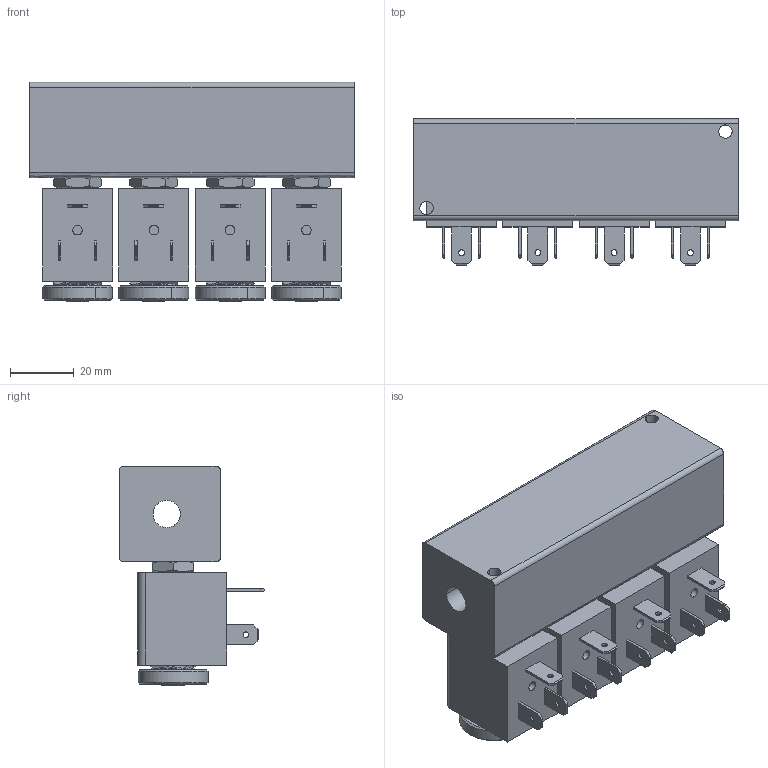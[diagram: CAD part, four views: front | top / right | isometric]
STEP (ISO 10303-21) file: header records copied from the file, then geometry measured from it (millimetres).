
FILE_DESCRIPTION(/* description */ (''),/* implementation_level */ '2;1');
FILE_NAME(/* name */ '00_054_3',/* time_stamp */ '2018-11-26T10:45:15+01:00',/* author */ (''),/* organization */ (''),/* preprocessor_version */ 'ST-DEVELOPER v15',/* originating_system */ '',/* authorisation */ '');
FILE_SCHEMA (('CONFIG_CONTROL_DESIGN'));
Length unit declared in the file: millimetre
Products named in the file (1): Document
Bounding box: 102 x 45.9 x 69 mm (x, y, z)
Volume: 71206.7 mm3; surface area: 52518.8 mm2
Topology: 12 solids, 37 shells, 762 faces, 1773 edges, 1092 vertices
Faces by surface type: bspline 426, plane 336
Entity records: 25402 total; most frequent: CARTESIAN_POINT 14331, ORIENTED_EDGE 3528, EDGE_CURVE 1788, VERTEX_POINT 1108, B_SPLINE_CURVE_WITH_KNOTS 1004, EDGE_LOOP 872, ADVANCED_FACE 762, FACE_OUTER_BOUND 762
